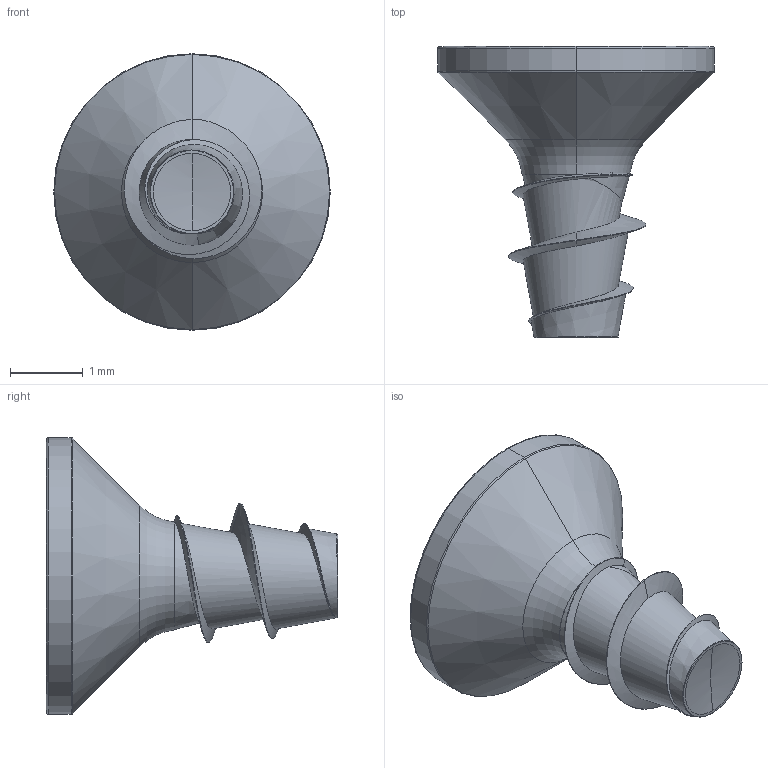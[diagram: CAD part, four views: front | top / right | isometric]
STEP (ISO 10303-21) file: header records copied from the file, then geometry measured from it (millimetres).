
FILE_DESCRIPTION (( 'STEP AP203' ), '1' );
FILE_NAME ('STP41A0200040.STEP', '2017-11-16T16:34:47', ( '' ), ( '' ), 'SwSTEP 2.0', 'SolidWorks 2015', '' );
FILE_SCHEMA (( 'CONFIG_CONTROL_DESIGN' ));
Length unit declared in the file: millimetre
Products named in the file (1): STP41A0200040
Bounding box: 3.8 x 4 x 3.8 mm (x, y, z)
Volume: 13 mm3; surface area: 48.2 mm2
Topology: 1 solids, 1 shells, 77 faces, 185 edges, 110 vertices
Faces by surface type: bspline 32, cylinder 22, cone 12, torus 6, plane 3, sphere 2
Entity records: 5945 total; most frequent: CARTESIAN_POINT 4349, ORIENTED_EDGE 366, DIRECTION 245, EDGE_CURVE 183, VERTEX_POINT 110, AXIS2_PLACEMENT_3D 104, B_SPLINE_CURVE_WITH_KNOTS 88, EDGE_LOOP 79
